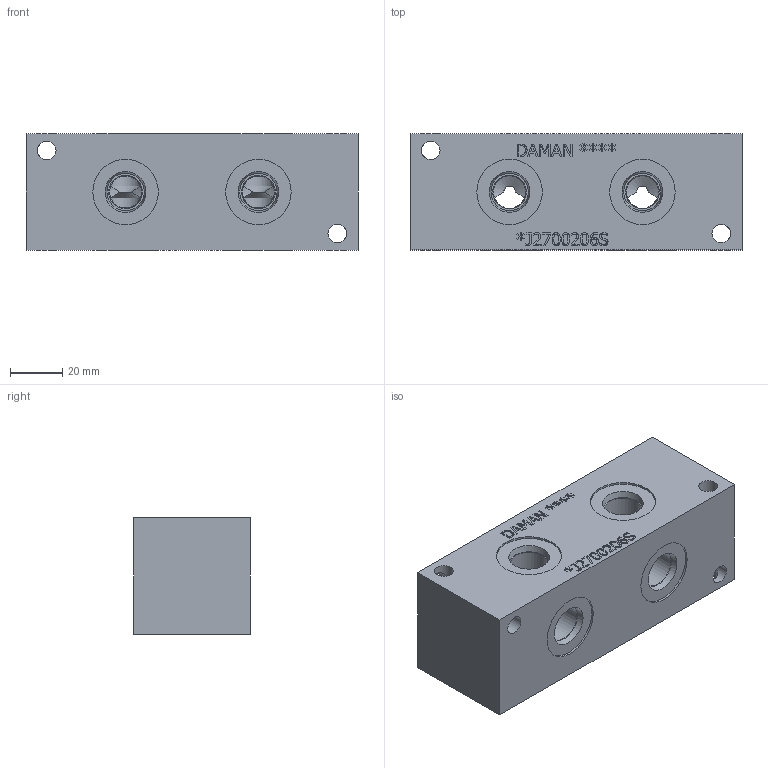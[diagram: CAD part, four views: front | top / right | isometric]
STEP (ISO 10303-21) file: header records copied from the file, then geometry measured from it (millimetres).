
FILE_DESCRIPTION(/* description */ (''),/* implementation_level */ '2;1');
FILE_NAME(/* name */ '_J2700206S.stp',/* time_stamp */ '2022-08-05T16:21:34-04:00',/* author */ ('bobbyh'),/* organization */ (''),/* preprocessor_version */ 'ST-DEVELOPER v18',/* originating_system */ 'Autodesk Inventor 2020',/* authorisation */ '');
FILE_SCHEMA (('AUTOMOTIVE_DESIGN { 1 0 10303 214 3 1 1 }'));
Length unit declared in the file: millimetre
Products named in the file (1): Part_+J2700206S_3D
Bounding box: 127 x 44.45 x 44.45 mm (x, y, z)
Volume: 224635.6 mm3; surface area: 34280.5 mm2
Topology: 1 solids, 1 shells, 391 faces, 1063 edges, 706 vertices
Faces by surface type: plane 217, bspline 106, cylinder 40, cone 28
Full cylindrical faces by diameter (mm): 7.137 x8, 12.9 x1, 12.903 x5, 14.275 x6, 14.529 x6, 25.019 x6
Entity records: 13273 total; most frequent: CARTESIAN_POINT 3640, ORIENTED_EDGE 2126, DIRECTION 1547, EDGE_CURVE 1063, VERTEX_POINT 706, LINE 681, VECTOR 681, EDGE_LOOP 443
